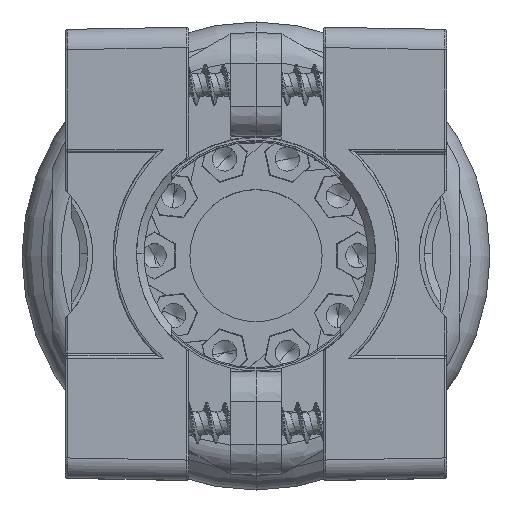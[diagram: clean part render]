
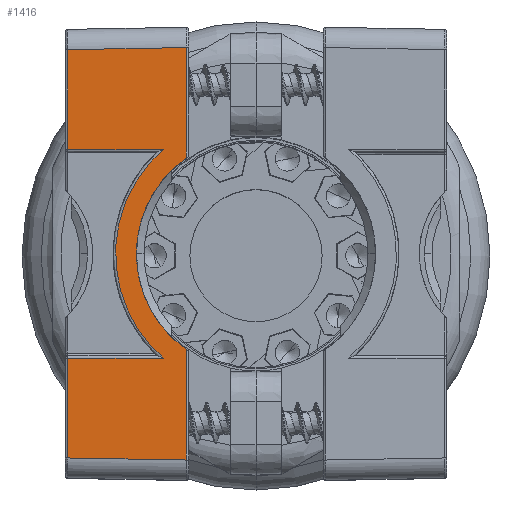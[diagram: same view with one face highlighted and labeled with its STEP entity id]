
A CAD part, top view. The second image highlights one B-rep face of the part: STEP entity #1416.
In plain terms, the highlighted planar face has unit normal (-0.018, 0, 1).
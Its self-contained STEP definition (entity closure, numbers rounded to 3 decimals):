
#1416=ADVANCED_FACE('',(#4671),#4672,.T.);
#4671=FACE_OUTER_BOUND('',#17696,.T.);
#4672=PLANE('',#17697);
#17696=EDGE_LOOP('',(#42383,#42384,#42385,#42386,#42387,#42388,#42389,#42390,#42391,#42392));
#17697=AXIS2_PLACEMENT_3D('',#42393,#42394,#42395);
#42383=ORIENTED_EDGE('',*,*,#49153,.T.);
#42384=ORIENTED_EDGE('',*,*,#49196,.F.);
#42385=ORIENTED_EDGE('',*,*,#49197,.F.);
#42386=ORIENTED_EDGE('',*,*,#49198,.F.);
#42387=ORIENTED_EDGE('',*,*,#49199,.T.);
#42388=ORIENTED_EDGE('',*,*,#49200,.T.);
#42389=ORIENTED_EDGE('',*,*,#49201,.T.);
#42390=ORIENTED_EDGE('',*,*,#49202,.F.);
#42391=ORIENTED_EDGE('',*,*,#49203,.T.);
#42392=ORIENTED_EDGE('',*,*,#49167,.F.);
#42393=CARTESIAN_POINT('',(-6.6,-23.882,36.65));
#42394=DIRECTION('',(-0.017,0.0,1.));
#42395=DIRECTION('',(0.0,1.0,0.0));
#49153=EDGE_CURVE('',#56266,#56264,#56267,.T.);
#49167=EDGE_CURVE('',#56266,#56287,#56288,.T.);
#49196=EDGE_CURVE('',#56334,#56264,#56336,.T.);
#49197=EDGE_CURVE('',#56337,#56334,#56338,.T.);
#49198=EDGE_CURVE('',#56339,#56337,#56340,.T.);
#49199=EDGE_CURVE('',#56339,#56341,#56342,.T.);
#49200=EDGE_CURVE('',#56341,#56343,#56344,.T.);
#49201=EDGE_CURVE('',#56343,#56345,#56346,.T.);
#49202=EDGE_CURVE('',#56347,#56345,#56348,.T.);
#49203=EDGE_CURVE('',#56347,#56287,#56349,.T.);
#56264=VERTEX_POINT('',#75227);
#56266=VERTEX_POINT('',#75238);
#56267=B_SPLINE_CURVE_WITH_KNOTS('',3,(#75239,#75240,#75241,#75242,#75243,#75244,#75245,#75246,#75247,#75248,#75249,#75250,#75251,#75252,#75253,#75254,#75255,#75256,#75257,#75258,#75259,#75260,#75261,#75262,#75263,#75264,#75265),.UNSPECIFIED.,.F.,.F.,(4,1,1,1,1,1,1,1,1,1,1,1,1,1,1,1,1,1,1,1,1,1,1,1,4),(0.0,0.016,0.031,0.063,0.094,0.125,0.156,0.188,0.25,0.313,0.375,0.438,0.5,0.563,0.625,0.688,0.75,0.813,0.844,0.875,0.906,0.938,0.969,0.984,1.0),.UNSPECIFIED.);
#56287=VERTEX_POINT('',#75300);
#56288=LINE('',#75301,#75302);
#56334=VERTEX_POINT('',#75463);
#56336=LINE('',#75465,#75466);
#56337=VERTEX_POINT('',#75467);
#56338=LINE('',#75468,#75469);
#56339=VERTEX_POINT('',#75470);
#56340=LINE('',#75471,#75472);
#56341=VERTEX_POINT('',#75473);
#56342=LINE('',#75474,#75475);
#56343=VERTEX_POINT('',#75476);
#56344=B_SPLINE_CURVE_WITH_KNOTS('',3,(#75477,#75478,#75479,#75480,#75481,#75482,#75483,#75484,#75485,#75486,#75487,#75488,#75489,#75490,#75491,#75492,#75493,#75494,#75495,#75496,#75497,#75498),.UNSPECIFIED.,.F.,.F.,(4,1,1,1,1,1,1,1,1,1,1,1,1,1,1,1,1,1,1,4),(0.0,0.053,0.105,0.158,0.211,0.263,0.316,0.368,0.421,0.474,0.526,0.579,0.632,0.684,0.737,0.789,0.842,0.895,0.947,1.0),.UNSPECIFIED.);
#56345=VERTEX_POINT('',#75499);
#56346=LINE('',#75500,#75501);
#56347=VERTEX_POINT('',#75502);
#56348=LINE('',#75503,#75504);
#56349=LINE('',#75505,#75506);
#75227=CARTESIAN_POINT('',(-6.854,9.414,36.646));
#75238=CARTESIAN_POINT('',(-6.854,-9.414,36.646));
#75239=CARTESIAN_POINT('',(-6.854,-9.414,36.646));
#75240=CARTESIAN_POINT('',(-6.994,-9.316,36.643));
#75241=CARTESIAN_POINT('',(-7.261,-9.12,36.638));
#75242=CARTESIAN_POINT('',(-7.749,-8.728,36.63));
#75243=CARTESIAN_POINT('',(-8.289,-8.238,36.621));
#75244=CARTESIAN_POINT('',(-8.849,-7.649,36.611));
#75245=CARTESIAN_POINT('',(-9.337,-7.061,36.602));
#75246=CARTESIAN_POINT('',(-9.765,-6.472,36.595));
#75247=CARTESIAN_POINT('',(-10.263,-5.688,36.586));
#75248=CARTESIAN_POINT('',(-10.769,-4.707,36.577));
#75249=CARTESIAN_POINT('',(-11.218,-3.53,36.569));
#75250=CARTESIAN_POINT('',(-11.528,-2.354,36.564));
#75251=CARTESIAN_POINT('',(-11.71,-1.177,36.561));
#75252=CARTESIAN_POINT('',(-11.77,0.0,36.56));
#75253=CARTESIAN_POINT('',(-11.71,1.177,36.561));
#75254=CARTESIAN_POINT('',(-11.528,2.354,36.564));
#75255=CARTESIAN_POINT('',(-11.218,3.53,36.569));
#75256=CARTESIAN_POINT('',(-10.769,4.707,36.577));
#75257=CARTESIAN_POINT('',(-10.263,5.688,36.586));
#75258=CARTESIAN_POINT('',(-9.765,6.472,36.595));
#75259=CARTESIAN_POINT('',(-9.337,7.061,36.602));
#75260=CARTESIAN_POINT('',(-8.849,7.649,36.611));
#75261=CARTESIAN_POINT('',(-8.289,8.238,36.621));
#75262=CARTESIAN_POINT('',(-7.749,8.728,36.63));
#75263=CARTESIAN_POINT('',(-7.261,9.12,36.638));
#75264=CARTESIAN_POINT('',(-6.994,9.316,36.643));
#75265=CARTESIAN_POINT('',(-6.854,9.414,36.646));
#75300=CARTESIAN_POINT('',(-6.854,-20.271,36.646));
#75301=CARTESIAN_POINT('',(-6.854,-9.414,36.646));
#75302=VECTOR('',#90338,10.856);
#75463=CARTESIAN_POINT('',(-6.854,20.271,36.646));
#75465=CARTESIAN_POINT('',(-6.854,20.271,36.646));
#75466=VECTOR('',#90372,10.856);
#75467=CARTESIAN_POINT('',(-18.504,20.068,36.442));
#75468=CARTESIAN_POINT('',(-18.504,20.068,36.442));
#75469=VECTOR('',#90373,11.654);
#75470=CARTESIAN_POINT('',(-18.504,10.25,36.442));
#75471=CARTESIAN_POINT('',(-18.504,10.25,36.442));
#75472=VECTOR('',#90374,9.818);
#75473=CARTESIAN_POINT('',(-9.117,10.25,36.606));
#75474=CARTESIAN_POINT('',(-18.504,10.25,36.442));
#75475=VECTOR('',#90375,9.389);
#75476=CARTESIAN_POINT('',(-9.117,-10.25,36.606));
#75477=CARTESIAN_POINT('',(-9.117,10.25,36.606));
#75478=CARTESIAN_POINT('',(-9.426,9.983,36.601));
#75479=CARTESIAN_POINT('',(-10.018,9.422,36.59));
#75480=CARTESIAN_POINT('',(-10.829,8.502,36.576));
#75481=CARTESIAN_POINT('',(-11.552,7.514,36.564));
#75482=CARTESIAN_POINT('',(-12.184,6.464,36.553));
#75483=CARTESIAN_POINT('',(-12.718,5.362,36.543));
#75484=CARTESIAN_POINT('',(-13.151,4.216,36.536));
#75485=CARTESIAN_POINT('',(-13.479,3.036,36.53));
#75486=CARTESIAN_POINT('',(-13.699,1.831,36.526));
#75487=CARTESIAN_POINT('',(-13.809,0.612,36.524));
#75488=CARTESIAN_POINT('',(-13.809,-0.612,36.524));
#75489=CARTESIAN_POINT('',(-13.699,-1.831,36.526));
#75490=CARTESIAN_POINT('',(-13.479,-3.036,36.53));
#75491=CARTESIAN_POINT('',(-13.151,-4.216,36.536));
#75492=CARTESIAN_POINT('',(-12.718,-5.362,36.543));
#75493=CARTESIAN_POINT('',(-12.184,-6.464,36.553));
#75494=CARTESIAN_POINT('',(-11.552,-7.514,36.564));
#75495=CARTESIAN_POINT('',(-10.829,-8.502,36.576));
#75496=CARTESIAN_POINT('',(-10.018,-9.422,36.59));
#75497=CARTESIAN_POINT('',(-9.426,-9.983,36.601));
#75498=CARTESIAN_POINT('',(-9.117,-10.25,36.606));
#75499=CARTESIAN_POINT('',(-18.504,-10.25,36.442));
#75500=CARTESIAN_POINT('',(-9.117,-10.25,36.606));
#75501=VECTOR('',#90376,9.389);
#75502=CARTESIAN_POINT('',(-18.504,-20.068,36.442));
#75503=CARTESIAN_POINT('',(-18.504,-20.068,36.442));
#75504=VECTOR('',#90377,9.818);
#75505=CARTESIAN_POINT('',(-18.504,-20.068,36.442));
#75506=VECTOR('',#90378,11.654);
#90338=DIRECTION('',(0.,-1.0,0.));
#90372=DIRECTION('',(0.,-1.0,0.));
#90373=DIRECTION('',(1.,0.017,0.017));
#90374=DIRECTION('',(0.,1.0,0.));
#90375=DIRECTION('',(1.,0.,0.017));
#90376=DIRECTION('',(-1.,0.,-0.017));
#90377=DIRECTION('',(0.,1.0,0.));
#90378=DIRECTION('',(1.,-0.017,0.017));
